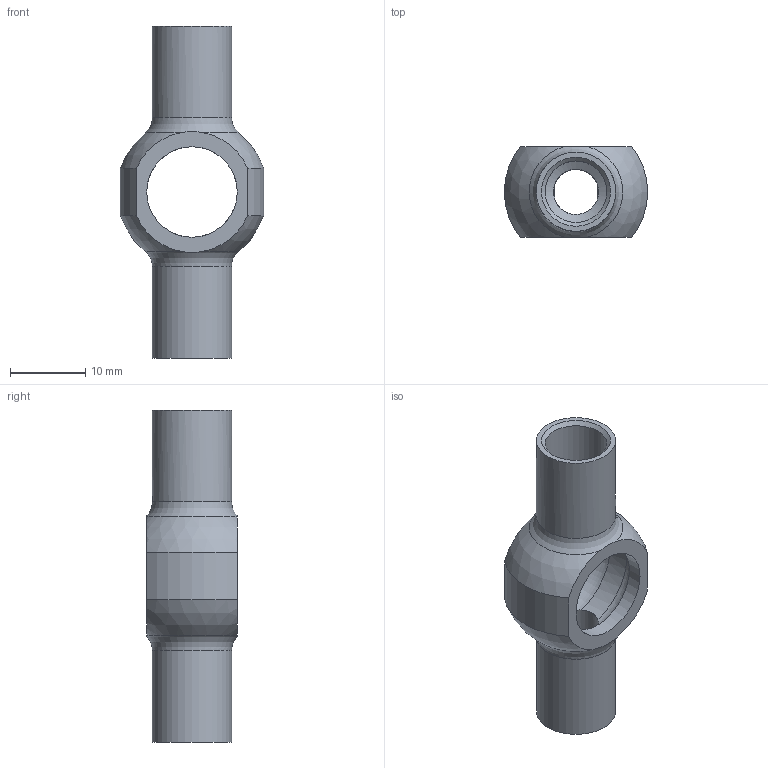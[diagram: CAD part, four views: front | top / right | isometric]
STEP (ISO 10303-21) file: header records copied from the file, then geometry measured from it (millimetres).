
FILE_DESCRIPTION((''),'2;1');
FILE_NAME('74732008.stp','2014-09-08T15:39:26',(''),('KNOMI spol. s r. o.'),'Autodesk Inventor 2012','Autodesk Inventor 2012','');
FILE_SCHEMA(('AUTOMOTIVE_DESIGN { 1 2 10303 214 0 1 1 1 }'));
Length unit declared in the file: millimetre
Products named in the file (1): Oko T st.příp.pájecí D12/Tr08,Js-6
Bounding box: 19 x 12 x 44 mm (x, y, z)
Volume: 2237.6 mm3; surface area: 2937.5 mm2
Topology: 1 solids, 1 shells, 32 faces, 89 edges, 57 vertices
Faces by surface type: cylinder 12, cone 8, torus 4, plane 4, sphere 4
Full cylindrical faces by diameter (mm): 6 x2, 8.15 x2, 10.5 x2, 12 x2
Entity records: 1048 total; most frequent: CARTESIAN_POINT 319, DIRECTION 150, ORIENTED_EDGE 128, AXIS2_PLACEMENT_3D 73, EDGE_CURVE 64, EDGE_LOOP 52, VERTEX_POINT 48, CIRCLE 40
